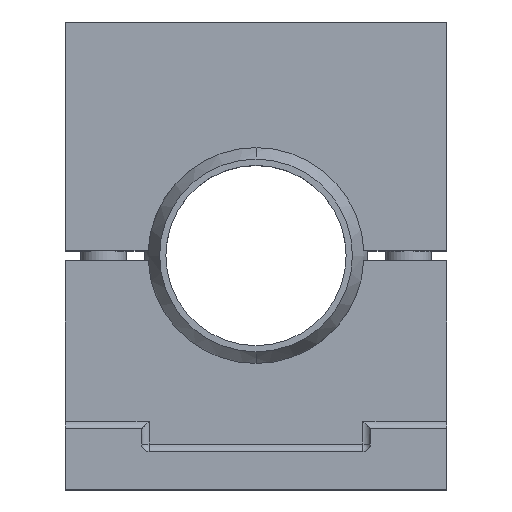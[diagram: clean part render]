
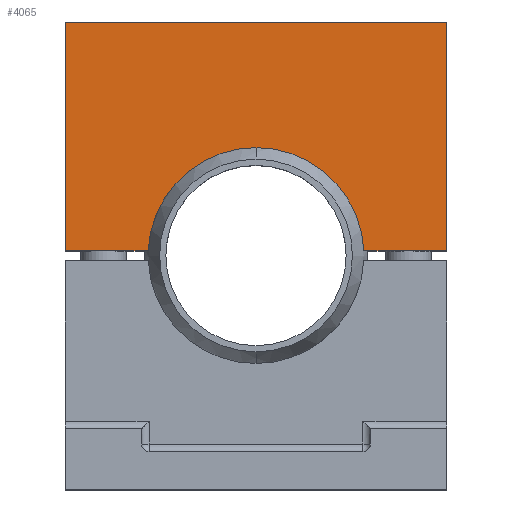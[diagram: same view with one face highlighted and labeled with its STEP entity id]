
A CAD part, top view. The second image highlights one B-rep face of the part: STEP entity #4065.
In plain terms, the highlighted face is planar.
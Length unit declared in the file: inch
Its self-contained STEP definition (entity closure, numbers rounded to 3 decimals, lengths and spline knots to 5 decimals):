
#3458=DIRECTION('',(-1.,0.,0.));
#3459=VECTOR('',#3458,0.54353);
#3460=CARTESIAN_POINT('',(-0.70647,-0.03,-0.25));
#3461=LINE('',#3460,#3459);
#3462=DIRECTION('',(0.,-1.,0.));
#3463=VECTOR('',#3462,1.5);
#3464=CARTESIAN_POINT('',(-1.25,-0.03,-0.25));
#3465=LINE('',#3464,#3463);
#3466=DIRECTION('',(1.,0.,0.));
#3467=VECTOR('',#3466,2.5);
#3468=CARTESIAN_POINT('',(-1.25,-1.53,-0.25));
#3469=LINE('',#3468,#3467);
#3470=DIRECTION('',(0.,1.,0.));
#3471=VECTOR('',#3470,1.5);
#3472=CARTESIAN_POINT('',(1.25,-1.53,-0.25));
#3473=LINE('',#3472,#3471);
#3474=DIRECTION('',(-1.,0.,0.));
#3475=VECTOR('',#3474,0.54353);
#3476=CARTESIAN_POINT('',(1.25,-0.03,-0.25));
#3477=LINE('',#3476,#3475);
#3483=CARTESIAN_POINT('',(0.,0.,-0.25));
#3484=DIRECTION('',(0.,0.,1.));
#3485=DIRECTION('',(-0.999,-0.042,0.));
#3486=AXIS2_PLACEMENT_3D('',#3483,#3484,#3485);
#3910=CARTESIAN_POINT('',(-1.25,-0.03,-0.25));
#3911=CARTESIAN_POINT('',(-1.25,-1.53,-0.25));
#3912=VERTEX_POINT('',#3910);
#3913=VERTEX_POINT('',#3911);
#3914=CARTESIAN_POINT('',(1.25,-1.53,-0.25));
#3915=VERTEX_POINT('',#3914);
#3916=CARTESIAN_POINT('',(1.25,-0.03,-0.25));
#3917=VERTEX_POINT('',#3916);
#3927=CARTESIAN_POINT('',(0.70647,-0.03,-0.25));
#3929=VERTEX_POINT('',#3927);
#3930=CARTESIAN_POINT('',(-0.70647,-0.03,-0.25));
#3932=VERTEX_POINT('',#3930);
#4046=CARTESIAN_POINT('',(0.,0.,-0.25));
#4047=DIRECTION('',(0.,0.,1.));
#4048=DIRECTION('',(1.,0.,0.));
#4049=AXIS2_PLACEMENT_3D('',#4046,#4047,#4048);
#4050=PLANE('',#4049);
#4052=ORIENTED_EDGE('',*,*,#4051,.F.);
#4054=ORIENTED_EDGE('',*,*,#4053,.T.);
#4056=ORIENTED_EDGE('',*,*,#4055,.T.);
#4058=ORIENTED_EDGE('',*,*,#4057,.T.);
#4060=ORIENTED_EDGE('',*,*,#4059,.T.);
#4062=ORIENTED_EDGE('',*,*,#4061,.T.);
#4063=EDGE_LOOP('',(#4052,#4054,#4056,#4058,#4060,#4062));
#4064=FACE_OUTER_BOUND('',#4063,.F.);
#4065=ADVANCED_FACE('',(#4064),#4050,.F.);
#3487=CIRCLE('',#3486,0.70711);
#4051=EDGE_CURVE('',#3932,#3929,#3487,.T.);
#4053=EDGE_CURVE('',#3932,#3912,#3461,.T.);
#4055=EDGE_CURVE('',#3912,#3913,#3465,.T.);
#4057=EDGE_CURVE('',#3913,#3915,#3469,.T.);
#4059=EDGE_CURVE('',#3915,#3917,#3473,.T.);
#4061=EDGE_CURVE('',#3917,#3929,#3477,.T.);
